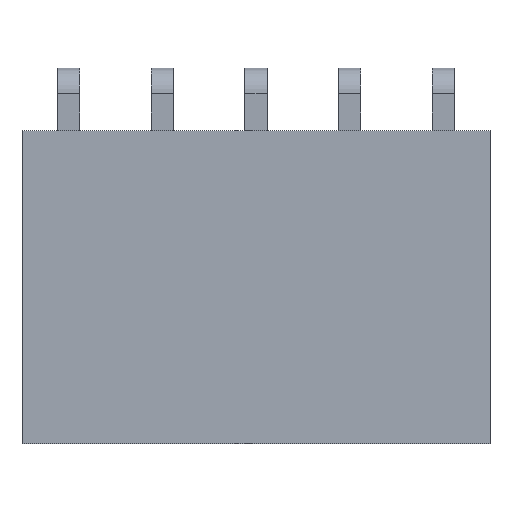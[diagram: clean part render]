
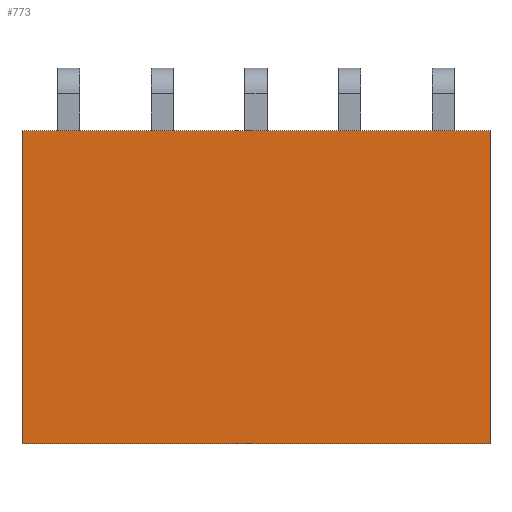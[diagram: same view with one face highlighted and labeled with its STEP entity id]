
A CAD part, top view. The second image highlights one B-rep face of the part: STEP entity #773.
In plain terms, the highlighted planar face has unit normal (0, 0, 1).
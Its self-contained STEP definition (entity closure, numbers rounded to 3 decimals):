
#773=ADVANCED_FACE('',(#3333),#3335,.T.);
#3333=FACE_BOUND('',#3334,.T.);
#3334=EDGE_LOOP('',(#5385,#5386,#5387,#5388));
#3335=PLANE('',#3336);
#3336=AXIS2_PLACEMENT_3D('',#3337,#3338,#3339);
#3337=CARTESIAN_POINT('',(1.27,-1.5,2.54));
#3338=DIRECTION('',(0.,0.,1.));
#3339=DIRECTION('',(-1.,0.,0.));
#5385=ORIENTED_EDGE('',*,*,#6745,.T.);
#5386=ORIENTED_EDGE('',*,*,#6831,.F.);
#5387=ORIENTED_EDGE('',*,*,#6752,.F.);
#5388=ORIENTED_EDGE('',*,*,#6852,.T.);
#6745=EDGE_CURVE('',#7729,#7727,#7730,.T.);
#6752=EDGE_CURVE('',#7739,#7741,#7742,.T.);
#6831=EDGE_CURVE('',#7741,#7727,#7875,.T.);
#6852=EDGE_CURVE('',#7739,#7729,#7916,.T.);
#7727=VERTEX_POINT('',#9545);
#7729=VERTEX_POINT('',#9549);
#7730=LINE('',#9550,#9551);
#7739=VERTEX_POINT('',#9571);
#7741=VERTEX_POINT('',#9575);
#7742=LINE('',#9576,#9577);
#7875=LINE('',#9871,#9872);
#7916=LINE('',#9954,#9955);
#9545=CARTESIAN_POINT('',(-1.27,-10.,2.54));
#9549=CARTESIAN_POINT('',(-1.27,-1.5,2.54));
#9550=CARTESIAN_POINT('',(-1.27,-1.5,2.54));
#9551=VECTOR('',#9552,1.);
#9552=DIRECTION('',(0.,-1.,0.));
#9571=CARTESIAN_POINT('',(11.43,-1.5,2.54));
#9575=CARTESIAN_POINT('',(11.43,-10.,2.54));
#9576=CARTESIAN_POINT('',(11.43,-1.5,2.54));
#9577=VECTOR('',#9578,1.);
#9578=DIRECTION('',(0.,-1.,0.));
#9871=CARTESIAN_POINT('',(11.43,-10.,2.54));
#9872=VECTOR('',#9873,1.);
#9873=DIRECTION('',(-1.,0.,0.));
#9954=CARTESIAN_POINT('',(11.43,-1.5,2.54));
#9955=VECTOR('',#9956,1.);
#9956=DIRECTION('',(-1.,0.,0.));
